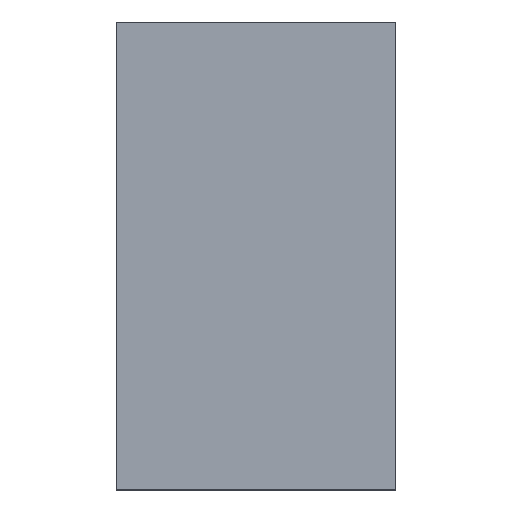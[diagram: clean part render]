
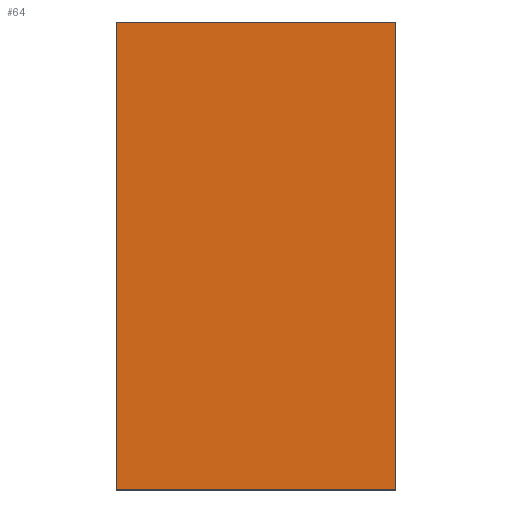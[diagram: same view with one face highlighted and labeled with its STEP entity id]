
A CAD part, top view. The second image highlights one B-rep face of the part: STEP entity #64.
In plain terms, the highlighted planar face has unit normal (0, 0, 1).
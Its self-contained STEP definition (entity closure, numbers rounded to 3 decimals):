
#12 = LINE ( 'NONE', #166, #234 ) ;
#13 = CARTESIAN_POINT ( 'NONE',  ( 17.532, 48., 2. ) ) ;
#37 = EDGE_CURVE ( 'NONE', #164, #240, #12, .T. ) ;
#44 = CARTESIAN_POINT ( 'NONE',  ( 0., 48., 2. ) ) ;
#50 = LINE ( 'NONE', #131, #156 ) ;
#57 = VERTEX_POINT ( 'NONE', #281 ) ;
#64 = ADVANCED_FACE ( 'NONE', ( #230 ), #107, .T. ) ;
#65 = DIRECTION ( 'NONE',  ( -1., 0., 0. ) ) ;
#70 = VECTOR ( 'NONE', #124, 1000. ) ;
#81 = EDGE_CURVE ( 'NONE', #57, #129, #148, .T. ) ;
#94 = VECTOR ( 'NONE', #197, 1000. ) ;
#107 = PLANE ( 'NONE',  #272 ) ;
#109 = LINE ( 'NONE', #111, #94 ) ;
#111 = CARTESIAN_POINT ( 'NONE',  ( 17.532, 0., 2. ) ) ;
#113 = CARTESIAN_POINT ( 'NONE',  ( 17.532, -4.15, 2. ) ) ;
#124 = DIRECTION ( 'NONE',  ( 1., 0., 0. ) ) ;
#129 = VERTEX_POINT ( 'NONE', #13 ) ;
#131 = CARTESIAN_POINT ( 'NONE',  ( -13.618, 0., 2. ) ) ;
#145 = DIRECTION ( 'NONE',  ( 0., 0., 1. ) ) ;
#148 = LINE ( 'NONE', #44, #70 ) ;
#149 = DIRECTION ( 'NONE',  ( 0., -1., 0. ) ) ;
#151 = EDGE_CURVE ( 'NONE', #129, #164, #109, .T. ) ;
#156 = VECTOR ( 'NONE', #149, 1000. ) ;
#164 = VERTEX_POINT ( 'NONE', #113 ) ;
#166 = CARTESIAN_POINT ( 'NONE',  ( 0., -4.15, 2. ) ) ;
#167 = ORIENTED_EDGE ( 'NONE', *, *, #151, .F. ) ;
#183 = CARTESIAN_POINT ( 'NONE',  ( -13.618, -4.15, 2. ) ) ;
#187 = ORIENTED_EDGE ( 'NONE', *, *, #37, .F. ) ;
#197 = DIRECTION ( 'NONE',  ( 0., -1., 0. ) ) ;
#214 = EDGE_CURVE ( 'NONE', #57, #240, #50, .T. ) ;
#225 = ORIENTED_EDGE ( 'NONE', *, *, #214, .T. ) ;
#230 = FACE_OUTER_BOUND ( 'NONE', #286, .T. ) ;
#234 = VECTOR ( 'NONE', #65, 1000. ) ;
#240 = VERTEX_POINT ( 'NONE', #183 ) ;
#263 = DIRECTION ( 'NONE',  ( 1., 0., 0. ) ) ;
#266 = ORIENTED_EDGE ( 'NONE', *, *, #81, .F. ) ;
#272 = AXIS2_PLACEMENT_3D ( 'NONE', #279, #145, #263 ) ;
#279 = CARTESIAN_POINT ( 'NONE',  ( 0., 0., 2. ) ) ;
#281 = CARTESIAN_POINT ( 'NONE',  ( -13.618, 48., 2. ) ) ;
#286 = EDGE_LOOP ( 'NONE', ( #266, #225, #187, #167 ) ) ;
